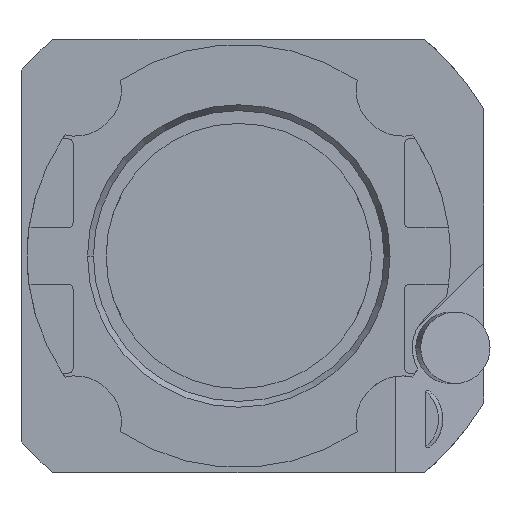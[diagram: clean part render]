
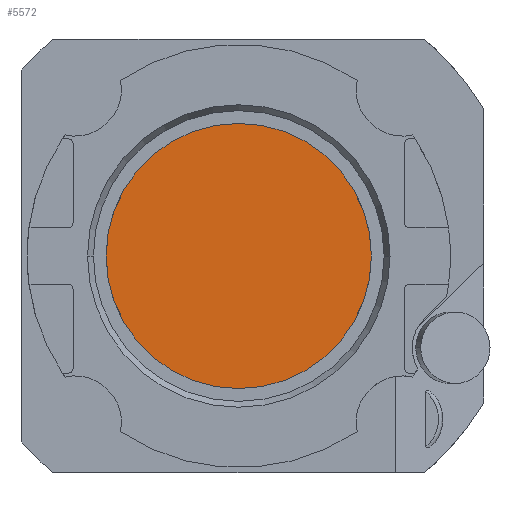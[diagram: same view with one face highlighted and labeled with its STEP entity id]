
A CAD part, left-side view. The second image highlights one B-rep face of the part: STEP entity #5572.
In plain terms, the highlighted planar face has unit normal (-1, 0, 0).
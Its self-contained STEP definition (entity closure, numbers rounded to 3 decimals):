
#1713=CARTESIAN_POINT('',(-54.5,0.,0.));
#1714=DIRECTION('',(-1.,0.,0.));
#1715=DIRECTION('',(0.,1.,0.));
#1716=AXIS2_PLACEMENT_3D('',#1713,#1714,#1715);
#1718=CARTESIAN_POINT('',(-54.5,0.,0.));
#1719=DIRECTION('',(1.,0.,0.));
#1720=DIRECTION('',(0.,1.,0.));
#1721=AXIS2_PLACEMENT_3D('',#1718,#1719,#1720);
#2954=CARTESIAN_POINT('',(-54.5,26.,0.));
#2956=VERTEX_POINT('',#2954);
#2960=CARTESIAN_POINT('',(-54.5,-26.,0.));
#2962=VERTEX_POINT('',#2960);
#5563=CARTESIAN_POINT('',(-54.5,0.,0.));
#5564=DIRECTION('',(1.,0.,0.));
#5565=DIRECTION('',(0.,-1.,0.));
#5566=AXIS2_PLACEMENT_3D('',#5563,#5564,#5565);
#5567=PLANE('',#5566);
#5568=ORIENTED_EDGE('',*,*,#5484,.F.);
#5569=ORIENTED_EDGE('',*,*,#5515,.T.);
#5570=EDGE_LOOP('',(#5568,#5569));
#5571=FACE_OUTER_BOUND('',#5570,.F.);
#5572=ADVANCED_FACE('',(#5571),#5567,.F.);
#1717=CIRCLE('',#1716,26.);
#1722=CIRCLE('',#1721,26.);
#5484=EDGE_CURVE('',#2956,#2962,#1717,.T.);
#5515=EDGE_CURVE('',#2956,#2962,#1722,.T.);
